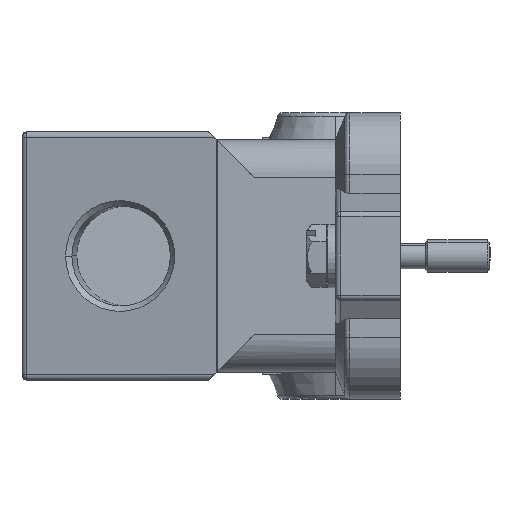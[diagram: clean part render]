
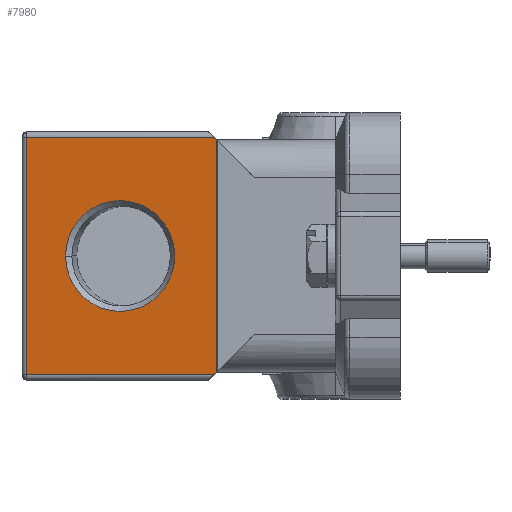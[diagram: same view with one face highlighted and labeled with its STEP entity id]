
A CAD part, left-side view. The second image highlights one B-rep face of the part: STEP entity #7980.
In plain terms, the highlighted planar face has unit normal (-0.985, 0.174, 0).
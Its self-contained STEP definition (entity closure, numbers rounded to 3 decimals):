
#365=DIRECTION('',(0.124,0.702,-0.702));
#366=VECTOR('',#365,0.59);
#367=CARTESIAN_POINT('',(-36.485,34.086,-21.586));
#368=LINE('',#367,#366);
#1201=DIRECTION('',(-0.124,-0.702,-0.702));
#1202=VECTOR('',#1201,0.59);
#1203=CARTESIAN_POINT('',(-36.412,34.5,22.));
#1204=LINE('',#1203,#1202);
#1479=CARTESIAN_POINT('',(-36.485,34.086,
-21.586));
#1484=DIRECTION('',(0.,0.,-1.));
#1485=VECTOR('',#1484,43.172);
#1486=CARTESIAN_POINT('',(-36.485,34.086,21.586));
#1487=LINE('',#1486,#1485);
#1491=CARTESIAN_POINT('',(-36.485,34.086,21.586));
#1493=CARTESIAN_POINT('',(-33.355,51.837,0.));
#1494=DIRECTION('',(0.985,-0.174,0.));
#1495=DIRECTION('',(-0.174,-0.985,0.));
#1496=AXIS2_PLACEMENT_3D('',#1493,#1494,#1495);
#1498=CARTESIAN_POINT('',(-33.355,51.837,0.));
#1499=DIRECTION('',(0.985,-0.174,0.));
#1500=DIRECTION('',(0.174,0.985,0.));
#1501=AXIS2_PLACEMENT_3D('',#1498,#1499,#1500);
#1503=DIRECTION('',(0.174,0.985,0.));
#1504=VECTOR('',#1503,35.209);
#1505=CARTESIAN_POINT('',(-36.412,34.5,
-22.));
#1506=LINE('',#1505,#1504);
#1528=DIRECTION('',(0.,0.,1.));
#1529=VECTOR('',#1528,44.);
#1530=CARTESIAN_POINT('',(-30.298,69.174,-22.));
#1531=LINE('',#1530,#1529);
#1666=DIRECTION('',(-0.174,-0.985,0.));
#1667=VECTOR('',#1666,35.209);
#1668=CARTESIAN_POINT('',(-30.298,69.174,22.));
#1669=LINE('',#1668,#1667);
#1670=CARTESIAN_POINT('',(-36.412,34.5,22.));
#4847=CARTESIAN_POINT('',(-30.298,69.174,22.));
#4849=VERTEX_POINT('',#4847);
#4959=CARTESIAN_POINT('',(-30.298,69.174,-22.));
#4961=VERTEX_POINT('',#4959);
#5100=VERTEX_POINT('',#1670);
#5529=CARTESIAN_POINT('',(-35.135,41.743,
0.));
#5530=CARTESIAN_POINT('',(-31.575,61.931,0.));
#5531=VERTEX_POINT('',#5529);
#5532=VERTEX_POINT('',#5530);
#5897=VERTEX_POINT('',#1491);
#5900=VERTEX_POINT('',#1479);
#5917=CARTESIAN_POINT('',(-36.412,34.5,
-22.));
#5918=VERTEX_POINT('',#5917);
#7958=CARTESIAN_POINT('',(-30.152,70.,-23.));
#7959=DIRECTION('',(-0.985,0.174,0.));
#7960=DIRECTION('',(-0.174,-0.985,0.));
#7961=AXIS2_PLACEMENT_3D('',#7958,#7959,#7960);
#7962=PLANE('',#7961);
#7963=ORIENTED_EDGE('',*,*,#6535,.T.);
#7965=ORIENTED_EDGE('',*,*,#7964,.T.);
#7967=ORIENTED_EDGE('',*,*,#7966,.T.);
#7969=ORIENTED_EDGE('',*,*,#7968,.T.);
#7970=ORIENTED_EDGE('',*,*,#7588,.T.);
#7971=ORIENTED_EDGE('',*,*,#7952,.T.);
#7972=EDGE_LOOP('',(#7963,#7965,#7967,#7969,#7970,#7971));
#7973=FACE_OUTER_BOUND('',#7972,.F.);
#7975=ORIENTED_EDGE('',*,*,#7974,.F.);
#7977=ORIENTED_EDGE('',*,*,#7976,.F.);
#7978=EDGE_LOOP('',(#7975,#7977));
#7979=FACE_BOUND('',#7978,.F.);
#7980=ADVANCED_FACE('',(#7973,#7979),#7962,.T.);
#1497=CIRCLE('',#1496,10.25);
#1502=CIRCLE('',#1501,10.25);
#6535=EDGE_CURVE('',#5900,#5918,#368,.T.);
#7588=EDGE_CURVE('',#5100,#5897,#1204,.T.);
#7952=EDGE_CURVE('',#5897,#5900,#1487,.T.);
#7964=EDGE_CURVE('',#5918,#4961,#1506,.T.);
#7966=EDGE_CURVE('',#4961,#4849,#1531,.T.);
#7968=EDGE_CURVE('',#4849,#5100,#1669,.T.);
#7974=EDGE_CURVE('',#5531,#5532,#1497,.T.);
#7976=EDGE_CURVE('',#5532,#5531,#1502,.T.);
